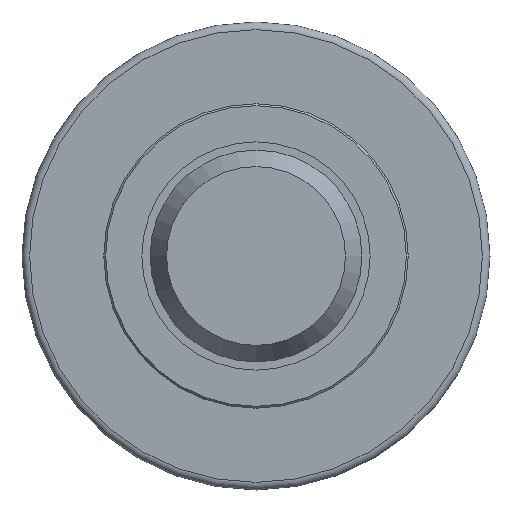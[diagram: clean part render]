
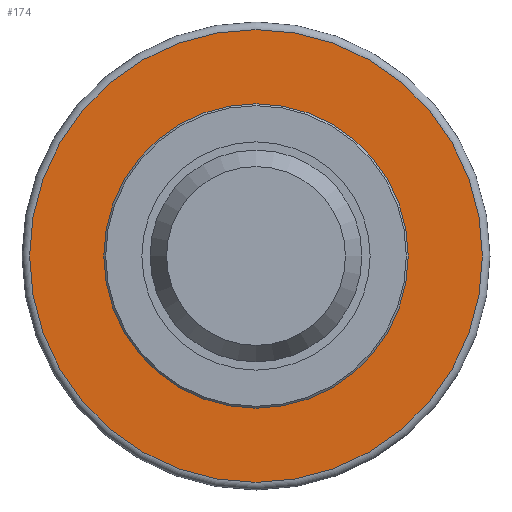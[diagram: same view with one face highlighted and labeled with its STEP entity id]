
A CAD part, left-side view. The second image highlights one B-rep face of the part: STEP entity #174.
In plain terms, the highlighted planar face has unit normal (-1, 0, 0).
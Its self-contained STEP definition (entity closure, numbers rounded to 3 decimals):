
#20=FACE_BOUND('',#43,.T.);
#23=PLANE('',#203);
#29=FACE_OUTER_BOUND('',#42,.T.);
#42=EDGE_LOOP('',(#128));
#43=EDGE_LOOP('',(#129));
#69=CIRCLE('',#201,40.);
#71=CIRCLE('',#204,59.5);
#86=VERTEX_POINT('',#300);
#88=VERTEX_POINT('',#306);
#101=EDGE_CURVE('',#86,#86,#69,.T.);
#104=EDGE_CURVE('',#88,#88,#71,.T.);
#128=ORIENTED_EDGE('',*,*,#104,.F.);
#129=ORIENTED_EDGE('',*,*,#101,.T.);
#174=ADVANCED_FACE('',(#29,#20),#23,.T.);
#201=AXIS2_PLACEMENT_3D('',#301,#234,#235);
#203=AXIS2_PLACEMENT_3D('',#305,#239,#240);
#204=AXIS2_PLACEMENT_3D('',#307,#241,#242);
#234=DIRECTION('center_axis',(1.,0.,0.));
#235=DIRECTION('ref_axis',(0.,0.,-1.));
#239=DIRECTION('center_axis',(-1.,0.,0.));
#240=DIRECTION('ref_axis',(0.,0.,1.));
#241=DIRECTION('center_axis',(1.,0.,0.));
#242=DIRECTION('ref_axis',(0.,0.,-1.));
#300=CARTESIAN_POINT('',(-1.75,-40.,0.));
#301=CARTESIAN_POINT('Origin',(-1.75,0.,0.));
#305=CARTESIAN_POINT('Origin',(-1.75,59.5,0.));
#306=CARTESIAN_POINT('',(-1.75,0.,59.5));
#307=CARTESIAN_POINT('Origin',(-1.75,0.,0.));
